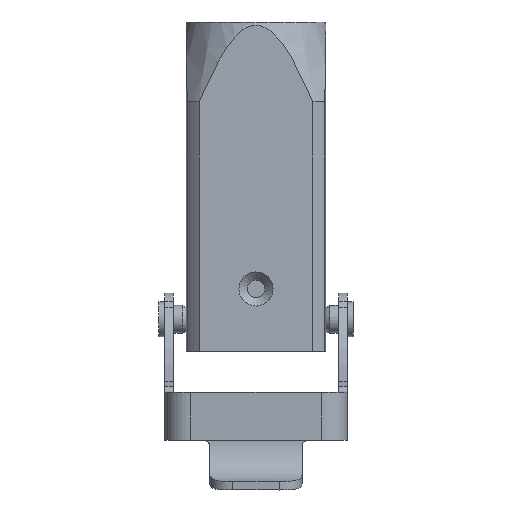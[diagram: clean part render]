
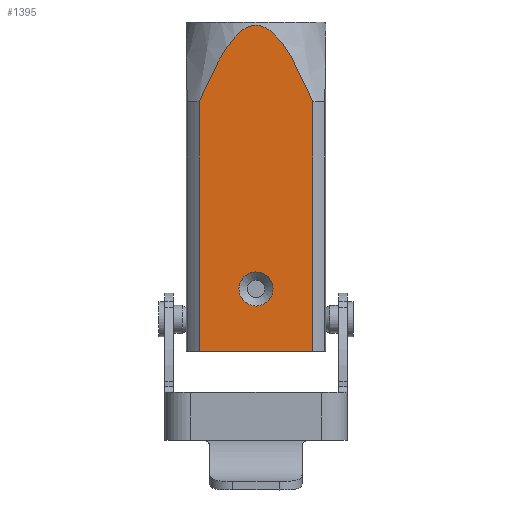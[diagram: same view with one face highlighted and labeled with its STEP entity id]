
A CAD part, left-side view. The second image highlights one B-rep face of the part: STEP entity #1395.
In plain terms, the highlighted planar face has unit normal (-1, 0, 0).
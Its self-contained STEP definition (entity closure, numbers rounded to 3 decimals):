
#1338=CARTESIAN_POINT('',(-12.1,0.0,57.0));
#1339=DIRECTION('',(-1.0,0.0,0.0));
#1340=DIRECTION('',(0.0,0.0,1.0));
#1341=AXIS2_PLACEMENT_3D('',#1338,#1339,#1340);
#1342=PLANE('',#1341);
#1343=CARTESIAN_POINT('',(-12.1,-9.846,43.173));
#1344=VERTEX_POINT('',#1343);
#1345=CARTESIAN_POINT('',(-12.1,9.846,43.173));
#1346=VERTEX_POINT('',#1345);
#1347=CARTESIAN_POINT('',(-12.1,-24.428,-1.));
#1348=CARTESIAN_POINT('',(-12.1,0.0,81.924));
#1349=CARTESIAN_POINT('',(-12.1,24.428,-1.));
#1357=(BOUNDED_CURVE()B_SPLINE_CURVE(2,(#1347,#1348,#1349),.UNSPECIFIED.,.F.,.U.)B_SPLINE_CURVE_WITH_KNOTS((3,3),(0.0,12.482),.UNSPECIFIED.)CURVE()GEOMETRIC_REPRESENTATION_ITEM()RATIONAL_B_SPLINE_CURVE((1.0,2.253,1.0))REPRESENTATION_ITEM(''));
#1358=EDGE_CURVE('',#1344,#1346,#1357,.T.);
#1359=ORIENTED_EDGE('',*,*,#1358,.T.);
#1360=CARTESIAN_POINT('',(-12.1,9.846,0.0));
#1361=VERTEX_POINT('',#1360);
#1362=CARTESIAN_POINT('',(-12.1,9.846,43.173));
#1363=DIRECTION('',(0.0,0.0,-1.0));
#1364=VECTOR('',#1363,43.173);
#1365=LINE('',#1362,#1364);
#1366=EDGE_CURVE('',#1346,#1361,#1365,.T.);
#1367=ORIENTED_EDGE('',*,*,#1366,.T.);
#1368=CARTESIAN_POINT('',(-12.1,-9.846,0.0));
#1369=VERTEX_POINT('',#1368);
#1370=CARTESIAN_POINT('',(-12.1,-9.846,0.0));
#1371=DIRECTION('',(0.0,1.0,0.0));
#1372=VECTOR('',#1371,19.693);
#1373=LINE('',#1370,#1372);
#1374=EDGE_CURVE('',#1369,#1361,#1373,.T.);
#1375=ORIENTED_EDGE('',*,*,#1374,.F.);
#1376=CARTESIAN_POINT('',(-12.1,-9.846,43.173));
#1377=DIRECTION('',(0.0,0.0,-1.0));
#1378=VECTOR('',#1377,43.173);
#1379=LINE('',#1376,#1378);
#1380=EDGE_CURVE('',#1344,#1369,#1379,.T.);
#1381=ORIENTED_EDGE('',*,*,#1380,.F.);
#1382=EDGE_LOOP('',(#1359,#1367,#1375,#1381));
#1383=FACE_OUTER_BOUND('',#1382,.T.);
#1384=CARTESIAN_POINT('',(-12.1,-2.95,10.8));
#1385=VERTEX_POINT('',#1384);
#1386=CARTESIAN_POINT('',(-12.1,0.0,10.8));
#1387=DIRECTION('',(1.0,0.0,0.0));
#1388=DIRECTION('',(0.0,-1.0,0.0));
#1389=AXIS2_PLACEMENT_3D('',#1386,#1387,#1388);
#1390=CIRCLE('',#1389,2.95);
#1391=EDGE_CURVE('',#1385,#1385,#1390,.T.);
#1392=ORIENTED_EDGE('',*,*,#1391,.T.);
#1393=EDGE_LOOP('',(#1392));
#1394=FACE_BOUND('',#1393,.T.);
#1395=ADVANCED_FACE('',(#1383,#1394),#1342,.T.);
